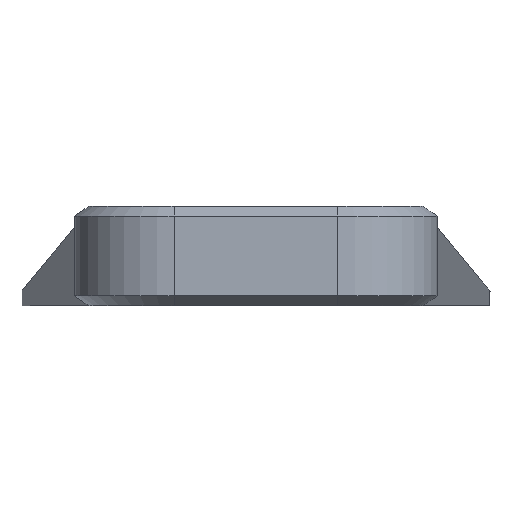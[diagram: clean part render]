
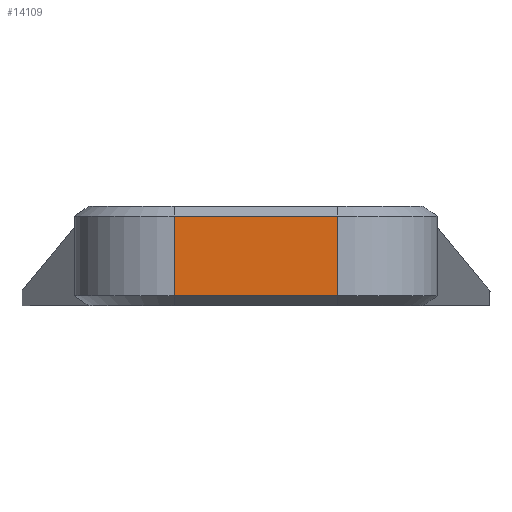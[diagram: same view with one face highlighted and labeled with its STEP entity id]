
A CAD part, left-side view. The second image highlights one B-rep face of the part: STEP entity #14109.
In plain terms, the highlighted planar face has unit normal (-1, 0, 0).
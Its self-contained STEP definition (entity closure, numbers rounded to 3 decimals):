
#1903=FACE_OUTER_BOUND('',#2716,.T.);
#2716=EDGE_LOOP('',(#12877,#12878,#12879,#12880));
#4040=LINE('',#26913,#5376);
#4044=LINE('',#26923,#5380);
#4045=LINE('',#26927,#5381);
#4046=LINE('',#26928,#5382);
#5376=VECTOR('',#16611,10.);
#5380=VECTOR('',#16625,10.);
#5381=VECTOR('',#16630,10.);
#5382=VECTOR('',#16631,10.);
#6773=VERTEX_POINT('',#26908);
#6774=VERTEX_POINT('',#26912);
#6775=VERTEX_POINT('',#26922);
#6776=VERTEX_POINT('',#26926);
#8814=EDGE_CURVE('',#6773,#6774,#4040,.T.);
#8819=EDGE_CURVE('',#6774,#6775,#4044,.T.);
#8821=EDGE_CURVE('',#6776,#6773,#4045,.T.);
#8822=EDGE_CURVE('',#6775,#6776,#4046,.T.);
#12877=ORIENTED_EDGE('',*,*,#8814,.F.);
#12878=ORIENTED_EDGE('',*,*,#8821,.F.);
#12879=ORIENTED_EDGE('',*,*,#8822,.F.);
#12880=ORIENTED_EDGE('',*,*,#8819,.F.);
#13364=PLANE('',#14530);
#14109=ADVANCED_FACE('',(#1903),#13364,.T.);
#14530=AXIS2_PLACEMENT_3D('',#26925,#16628,#16629);
#16611=DIRECTION('',(0.,1.,0.));
#16625=DIRECTION('',(0.,0.,1.));
#16628=DIRECTION('center_axis',(-1.,0.,0.));
#16629=DIRECTION('ref_axis',(0.,-1.,0.));
#16630=DIRECTION('',(0.,0.,-1.));
#16631=DIRECTION('',(0.,-1.,0.));
#26908=CARTESIAN_POINT('',(-81.667,-8.181,1.));
#26912=CARTESIAN_POINT('',(-81.667,8.181,1.));
#26913=CARTESIAN_POINT('',(-81.667,9.09,1.));
#26922=CARTESIAN_POINT('',(-81.667,8.181,9.));
#26923=CARTESIAN_POINT('',(-81.667,8.181,0.));
#26925=CARTESIAN_POINT('Origin',(-81.667,18.181,0.));
#26926=CARTESIAN_POINT('',(-81.667,-8.181,9.));
#26927=CARTESIAN_POINT('',(-81.667,-8.181,0.));
#26928=CARTESIAN_POINT('',(-81.667,9.09,9.));
